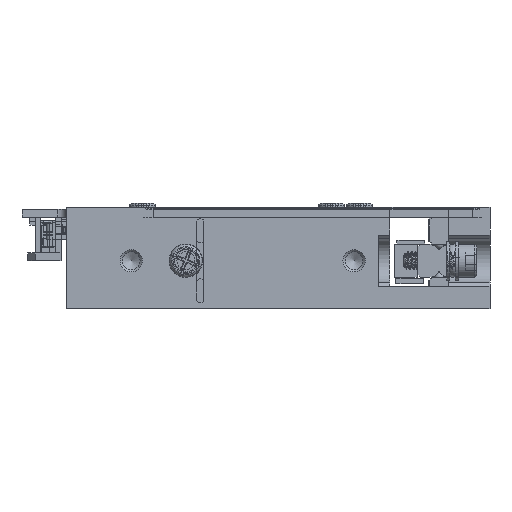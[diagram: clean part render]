
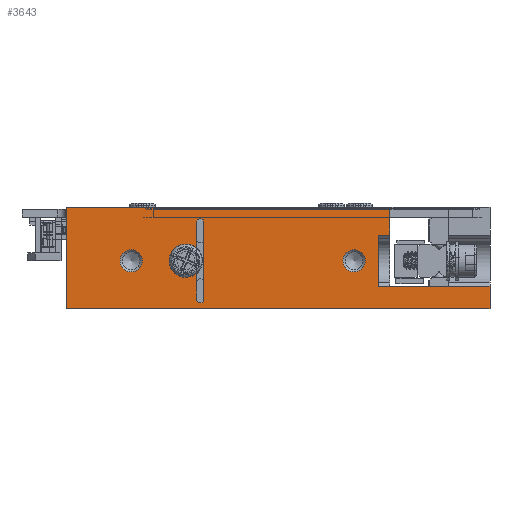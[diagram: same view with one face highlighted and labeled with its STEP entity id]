
A CAD part, left-side view. The second image highlights one B-rep face of the part: STEP entity #3643.
In plain terms, the highlighted planar face has unit normal (-1, 0, 0).
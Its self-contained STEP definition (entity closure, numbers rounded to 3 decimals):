
#995=PLANE('',#56476);
#3247=FACE_BOUND('',#9488,.T.);
#3248=FACE_BOUND('',#9489,.T.);
#3249=FACE_BOUND('',#9490,.T.);
#3250=FACE_BOUND('',#9491,.T.);
#3643=ADVANCED_FACE('',(#3247,#3248,#3249,#3250),#995,.F.);
#9488=EDGE_LOOP('',(#26612));
#9489=EDGE_LOOP('',(#26613));
#9490=EDGE_LOOP('',(#26614,#26615,#26616,#26617,#26618,#26619));
#9491=EDGE_LOOP('',(#26620,#26621,#26622,#26623,#26624,#26625,#26626,#26627,
#26628,#26629,#26630,#26631));
#12472=LINE('',#74803,#19431);
#12473=LINE('',#74808,#19432);
#12474=LINE('',#74812,#19433);
#12475=LINE('',#74815,#19434);
#12476=LINE('',#74818,#19435);
#12477=LINE('',#74820,#19436);
#12478=LINE('',#74822,#19437);
#12479=LINE('',#74824,#19438);
#12480=LINE('',#74826,#19439);
#12481=LINE('',#74828,#19440);
#12482=LINE('',#74830,#19441);
#12483=LINE('',#74832,#19442);
#12484=LINE('',#74834,#19443);
#12485=LINE('',#74836,#19444);
#12486=LINE('',#74838,#19445);
#19431=VECTOR('',#60433,1.);
#19432=VECTOR('',#60436,1.);
#19433=VECTOR('',#60439,1.);
#19434=VECTOR('',#60442,1.);
#19435=VECTOR('',#60443,1.);
#19436=VECTOR('',#60444,1.);
#19437=VECTOR('',#60445,1.);
#19438=VECTOR('',#60446,1.);
#19439=VECTOR('',#60447,1.);
#19440=VECTOR('',#60448,1.);
#19441=VECTOR('',#60449,1.);
#19442=VECTOR('',#60450,1.);
#19443=VECTOR('',#60451,1.);
#19444=VECTOR('',#60452,1.);
#19445=VECTOR('',#60453,1.);
#26612=ORIENTED_EDGE('',*,*,#47604,.T.);
#26613=ORIENTED_EDGE('',*,*,#47605,.T.);
#26614=ORIENTED_EDGE('',*,*,#47606,.F.);
#26615=ORIENTED_EDGE('',*,*,#47607,.T.);
#26616=ORIENTED_EDGE('',*,*,#47608,.F.);
#26617=ORIENTED_EDGE('',*,*,#47609,.F.);
#26618=ORIENTED_EDGE('',*,*,#47610,.F.);
#26619=ORIENTED_EDGE('',*,*,#47611,.F.);
#26620=ORIENTED_EDGE('',*,*,#47612,.F.);
#26621=ORIENTED_EDGE('',*,*,#47613,.T.);
#26622=ORIENTED_EDGE('',*,*,#47614,.F.);
#26623=ORIENTED_EDGE('',*,*,#47615,.F.);
#26624=ORIENTED_EDGE('',*,*,#47616,.T.);
#26625=ORIENTED_EDGE('',*,*,#47617,.T.);
#26626=ORIENTED_EDGE('',*,*,#47618,.T.);
#26627=ORIENTED_EDGE('',*,*,#47619,.T.);
#26628=ORIENTED_EDGE('',*,*,#47620,.T.);
#26629=ORIENTED_EDGE('',*,*,#47621,.F.);
#26630=ORIENTED_EDGE('',*,*,#47622,.T.);
#26631=ORIENTED_EDGE('',*,*,#47623,.T.);
#42302=VERTEX_POINT('',#74800);
#42303=VERTEX_POINT('',#74802);
#42304=VERTEX_POINT('',#74804);
#42305=VERTEX_POINT('',#74805);
#42306=VERTEX_POINT('',#74807);
#42307=VERTEX_POINT('',#74809);
#42308=VERTEX_POINT('',#74811);
#42309=VERTEX_POINT('',#74813);
#42310=VERTEX_POINT('',#74816);
#42311=VERTEX_POINT('',#74817);
#42312=VERTEX_POINT('',#74819);
#42313=VERTEX_POINT('',#74821);
#42314=VERTEX_POINT('',#74823);
#42315=VERTEX_POINT('',#74825);
#42316=VERTEX_POINT('',#74827);
#42317=VERTEX_POINT('',#74829);
#42318=VERTEX_POINT('',#74831);
#42319=VERTEX_POINT('',#74833);
#42320=VERTEX_POINT('',#74835);
#42321=VERTEX_POINT('',#74837);
#47604=EDGE_CURVE('',#42302,#42302,#55463,.T.);
#47605=EDGE_CURVE('',#42303,#42303,#55464,.T.);
#47606=EDGE_CURVE('',#42304,#42305,#12472,.T.);
#47607=EDGE_CURVE('',#42304,#42306,#55465,.T.);
#47608=EDGE_CURVE('',#42307,#42306,#12473,.T.);
#47609=EDGE_CURVE('',#42308,#42307,#55466,.T.);
#47610=EDGE_CURVE('',#42309,#42308,#12474,.T.);
#47611=EDGE_CURVE('',#42305,#42309,#55467,.T.);
#47612=EDGE_CURVE('',#42310,#42311,#12475,.T.);
#47613=EDGE_CURVE('',#42310,#42312,#12476,.T.);
#47614=EDGE_CURVE('',#42313,#42312,#12477,.T.);
#47615=EDGE_CURVE('',#42314,#42313,#12478,.T.);
#47616=EDGE_CURVE('',#42314,#42315,#12479,.T.);
#47617=EDGE_CURVE('',#42315,#42316,#12480,.T.);
#47618=EDGE_CURVE('',#42316,#42317,#12481,.T.);
#47619=EDGE_CURVE('',#42317,#42318,#12482,.T.);
#47620=EDGE_CURVE('',#42318,#42319,#12483,.T.);
#47621=EDGE_CURVE('',#42320,#42319,#12484,.T.);
#47622=EDGE_CURVE('',#42320,#42321,#12485,.T.);
#47623=EDGE_CURVE('',#42321,#42311,#12486,.T.);
#55463=CIRCLE('',#56471,1.);
#55464=CIRCLE('',#56472,1.);
#55465=CIRCLE('',#56473,1.);
#55466=CIRCLE('',#56474,0.325);
#55467=CIRCLE('',#56475,0.325);
#56471=AXIS2_PLACEMENT_3D('',#74799,#60429,#60430);
#56472=AXIS2_PLACEMENT_3D('',#74801,#60431,#60432);
#56473=AXIS2_PLACEMENT_3D('',#74806,#60434,#60435);
#56474=AXIS2_PLACEMENT_3D('',#74810,#60437,#60438);
#56475=AXIS2_PLACEMENT_3D('',#74814,#60440,#60441);
#56476=AXIS2_PLACEMENT_3D('',#74839,#60454,#60455);
#60429=DIRECTION('',(1.,0.,0.));
#60430=DIRECTION('',(0.,1.,0.));
#60431=DIRECTION('',(1.,0.,0.));
#60432=DIRECTION('',(0.,1.,0.));
#60433=DIRECTION('',(0.,0.,-1.));
#60434=DIRECTION('',(1.,0.,0.));
#60435=DIRECTION('',(0.,1.,0.));
#60436=DIRECTION('',(0.,0.,-1.));
#60437=DIRECTION('',(-1.,0.,0.));
#60438=DIRECTION('',(0.,0.,1.));
#60439=DIRECTION('',(0.,0.,1.));
#60440=DIRECTION('',(-1.,0.,0.));
#60441=DIRECTION('',(0.,0.,1.));
#60442=DIRECTION('',(0.,0.,-1.));
#60443=DIRECTION('',(0.,1.,0.));
#60444=DIRECTION('',(0.,0.,1.));
#60445=DIRECTION('',(0.,-1.,0.));
#60446=DIRECTION('',(0.,0.,1.));
#60447=DIRECTION('',(0.,1.,0.));
#60448=DIRECTION('',(0.,0.,1.));
#60449=DIRECTION('',(0.,-1.,0.));
#60450=DIRECTION('',(0.,0.,1.));
#60451=DIRECTION('',(0.,-1.,0.));
#60452=DIRECTION('',(0.,0.,-1.));
#60453=DIRECTION('',(0.,-1.,0.));
#60454=DIRECTION('',(1.,0.,0.));
#60455=DIRECTION('',(0.,1.,0.));
#74799=CARTESIAN_POINT('',(-15.,12.2,4.3));
#74800=CARTESIAN_POINT('',(-15.,13.2,4.3));
#74801=CARTESIAN_POINT('',(-15.,32.2,4.3));
#74802=CARTESIAN_POINT('',(-15.,33.2,4.3));
#74803=CARTESIAN_POINT('',(-15.,26.325,2.35));
#74804=CARTESIAN_POINT('',(-15.,26.325,4.078));
#74805=CARTESIAN_POINT('',(-15.,26.325,0.85));
#74806=CARTESIAN_POINT('',(-15.,27.3,4.3));
#74807=CARTESIAN_POINT('',(-15.,26.325,4.522));
#74808=CARTESIAN_POINT('',(-15.,26.325,2.35));
#74809=CARTESIAN_POINT('',(-15.,26.325,7.75));
#74810=CARTESIAN_POINT('',(-15.,26.,7.75));
#74811=CARTESIAN_POINT('',(-15.,25.675,7.75));
#74812=CARTESIAN_POINT('',(-15.,25.675,0.85));
#74813=CARTESIAN_POINT('',(-15.,25.675,0.85));
#74814=CARTESIAN_POINT('',(-15.,26.,0.85));
#74815=CARTESIAN_POINT('',(-15.,0.,9.1));
#74816=CARTESIAN_POINT('',(-15.,0.,2.009));
#74817=CARTESIAN_POINT('',(-15.,0.,0.));
#74818=CARTESIAN_POINT('',(-15.,3.7,2.009));
#74819=CARTESIAN_POINT('',(-15.,3.7,2.009));
#74820=CARTESIAN_POINT('',(-15.,3.7,2.));
#74821=CARTESIAN_POINT('',(-15.,3.7,2.));
#74822=CARTESIAN_POINT('',(-15.,9.,2.));
#74823=CARTESIAN_POINT('',(-15.,9.,2.));
#74824=CARTESIAN_POINT('',(-15.,9.,2.));
#74825=CARTESIAN_POINT('',(-15.,9.,2.009));
#74826=CARTESIAN_POINT('',(-15.,10.,2.009));
#74827=CARTESIAN_POINT('',(-15.,10.,2.009));
#74828=CARTESIAN_POINT('',(-15.,10.,2.3));
#74829=CARTESIAN_POINT('',(-15.,10.,6.591));
#74830=CARTESIAN_POINT('',(-15.,9.,6.591));
#74831=CARTESIAN_POINT('',(-15.,9.,6.591));
#74832=CARTESIAN_POINT('',(-15.,9.,2.));
#74833=CARTESIAN_POINT('',(-15.,9.,9.1));
#74834=CARTESIAN_POINT('',(-15.,38.,9.1));
#74835=CARTESIAN_POINT('',(-15.,38.,9.1));
#74836=CARTESIAN_POINT('',(-15.,38.,9.1));
#74837=CARTESIAN_POINT('',(-15.,38.,0.));
#74838=CARTESIAN_POINT('',(-15.,38.,0.));
#74839=CARTESIAN_POINT('',(-15.,38.,9.1));
